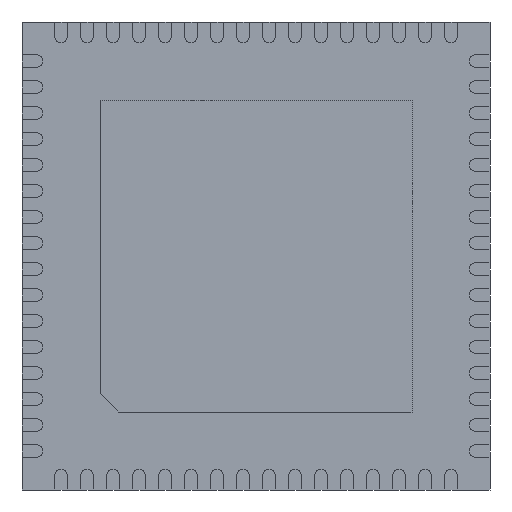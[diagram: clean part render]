
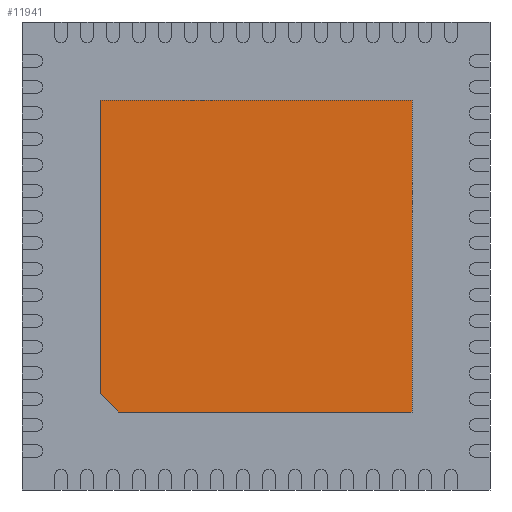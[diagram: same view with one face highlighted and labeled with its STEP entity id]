
A CAD part, front view. The second image highlights one B-rep face of the part: STEP entity #11941.
In plain terms, the highlighted planar face has unit normal (0, -1, 0).
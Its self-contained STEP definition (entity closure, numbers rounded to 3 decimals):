
#11703=DIRECTION('',(0.707,0.,-0.707));
#11704=VECTOR('',#11703,0.495);
#11705=CARTESIAN_POINT('',(-3.,0.,-2.65));
#11706=LINE('',#11705,#11704);
#11710=DIRECTION('',(0.,0.,-1.));
#11711=VECTOR('',#11710,5.65);
#11712=CARTESIAN_POINT('',(-3.,0.,3.));
#11713=LINE('',#11712,#11711);
#11717=DIRECTION('',(-1.,0.,0.));
#11718=VECTOR('',#11717,6.);
#11719=CARTESIAN_POINT('',(3.,0.,3.));
#11720=LINE('',#11719,#11718);
#11724=DIRECTION('',(0.,0.,1.));
#11725=VECTOR('',#11724,6.);
#11726=CARTESIAN_POINT('',(3.,0.,-3.));
#11727=LINE('',#11726,#11725);
#11731=DIRECTION('',(1.,0.,0.));
#11732=VECTOR('',#11731,5.65);
#11733=CARTESIAN_POINT('',(-2.65,0.,-3.));
#11734=LINE('',#11733,#11732);
#11768=CARTESIAN_POINT('',(3.,0.,3.));
#11769=CARTESIAN_POINT('',(-3.,0.,3.));
#11770=VERTEX_POINT('',#11768);
#11771=VERTEX_POINT('',#11769);
#11772=CARTESIAN_POINT('',(3.,0.,-3.));
#11773=VERTEX_POINT('',#11772);
#11780=CARTESIAN_POINT('',(-3.,0.,-2.65));
#11782=VERTEX_POINT('',#11780);
#11784=CARTESIAN_POINT('',(-2.65,0.,-3.));
#11785=VERTEX_POINT('',#11784);
#11927=CARTESIAN_POINT('',(0.,0.,0.));
#11928=DIRECTION('',(0.,-1.,0.));
#11929=DIRECTION('',(-1.,0.,0.));
#11930=AXIS2_PLACEMENT_3D('',#11927,#11928,#11929);
#11931=PLANE('',#11930);
#11932=ORIENTED_EDGE('',*,*,#11795,.F.);
#11933=ORIENTED_EDGE('',*,*,#11814,.F.);
#11935=ORIENTED_EDGE('',*,*,#11934,.F.);
#11937=ORIENTED_EDGE('',*,*,#11936,.F.);
#11938=ORIENTED_EDGE('',*,*,#11919,.F.);
#11939=EDGE_LOOP('',(#11932,#11933,#11935,#11937,#11938));
#11940=FACE_OUTER_BOUND('',#11939,.F.);
#11941=ADVANCED_FACE('',(#11940),#11931,.T.);
#11795=EDGE_CURVE('',#11782,#11785,#11706,.T.);
#11814=EDGE_CURVE('',#11771,#11782,#11713,.T.);
#11919=EDGE_CURVE('',#11785,#11773,#11734,.T.);
#11934=EDGE_CURVE('',#11770,#11771,#11720,.T.);
#11936=EDGE_CURVE('',#11773,#11770,#11727,.T.);
